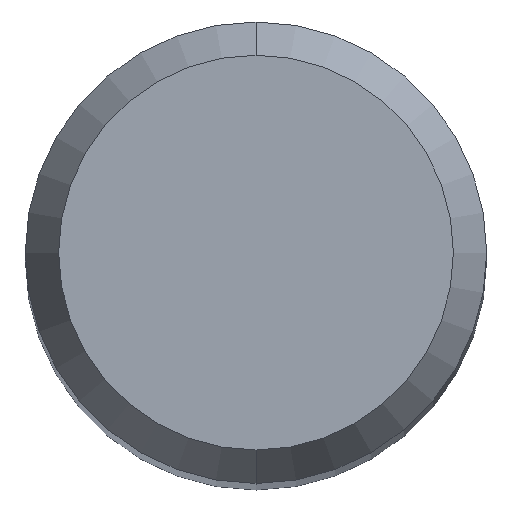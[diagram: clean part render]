
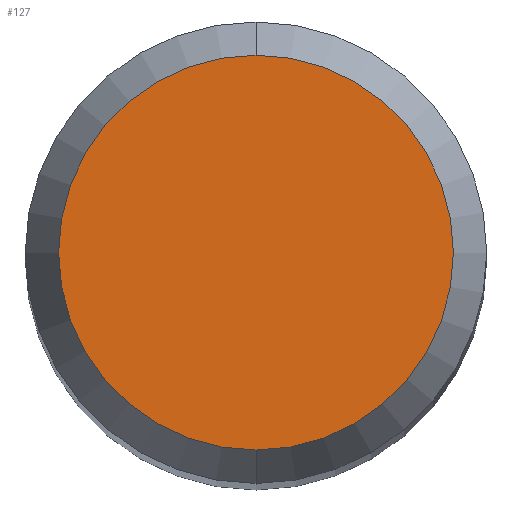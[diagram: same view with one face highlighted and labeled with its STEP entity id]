
A CAD part, top view. The second image highlights one B-rep face of the part: STEP entity #127.
In plain terms, the highlighted planar face has unit normal (0, 0, 1).
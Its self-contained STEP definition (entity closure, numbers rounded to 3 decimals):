
#105=VERTEX_POINT('',#257);
#127=ADVANCED_FACE('',(#281),#282,.T.);
#159=EDGE_CURVE('',#177,#105,#317,.T.);
#177=VERTEX_POINT('',#336);
#219=EDGE_CURVE('',#105,#177,#386,.T.);
#257=CARTESIAN_POINT('',(0.,-1.358,0.));
#281=FACE_OUTER_BOUND('',#446,.T.);
#282=PLANE('',#447);
#317=CIRCLE('',#490,1.358);
#336=CARTESIAN_POINT('',(0.0,1.358,0.));
#386=CIRCLE('',#583,1.358);
#446=EDGE_LOOP('',(#635,#636));
#447=AXIS2_PLACEMENT_3D('',#637,#638,#639);
#490=AXIS2_PLACEMENT_3D('',#677,#678,#679);
#583=AXIS2_PLACEMENT_3D('',#779,#780,#781);
#635=ORIENTED_EDGE('',*,*,#159,.F.);
#636=ORIENTED_EDGE('',*,*,#219,.F.);
#637=CARTESIAN_POINT('',(0.0,0.679,0.));
#638=DIRECTION('',(-0.0,0.0,1.0));
#639=DIRECTION('',(0.0,-1.0,0.0));
#677=CARTESIAN_POINT('',(0.0,0.0,0.));
#678=DIRECTION('',(0.0,0.0,-1.0));
#679=DIRECTION('',(0.0,1.0,0.0));
#779=CARTESIAN_POINT('',(0.0,0.0,0.));
#780=DIRECTION('',(0.0,0.0,-1.0));
#781=DIRECTION('',(0.0,1.0,0.0));
